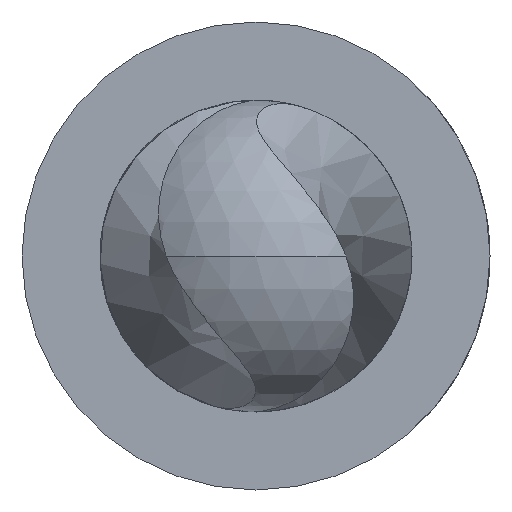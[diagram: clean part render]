
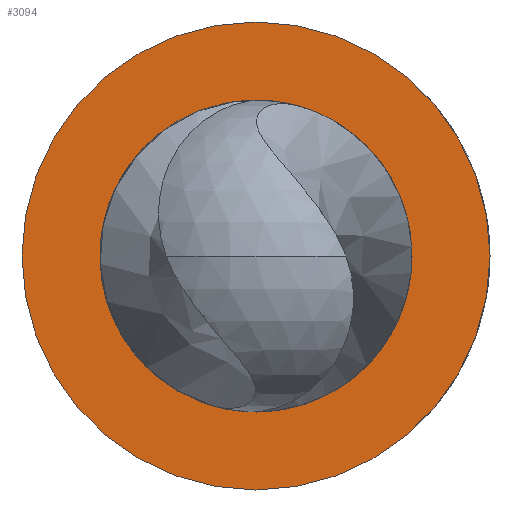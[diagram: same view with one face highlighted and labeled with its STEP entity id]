
A CAD part, front view. The second image highlights one B-rep face of the part: STEP entity #3094.
In plain terms, the highlighted planar face has unit normal (0, -1, 0).
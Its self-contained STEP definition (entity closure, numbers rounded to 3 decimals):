
#163=CARTESIAN_POINT('POINT11',(4.763,0.,0.));
#164=VERTEX_POINT('VERTEX11',#163);
#171=CARTESIAN_POINT('POINT12',(-4.763,0.,0.));
#172=VERTEX_POINT('VERTEX12',#171);
#173=CARTESIAN_POINT('POS21',(0.,0.,0.));
#174=DIRECTION('DIR34',(0.,-1.,0.));
#175=DIRECTION('DIR35',(-1.,0.,0.));
#176=AXIS2_PLACEMENT_3D('AXIS14',#173,#174,#175);
#177=CIRCLE('ELLIPSE9',#176,4.763);
#178=EDGE_CURVE('EDGE16',#172,#164,#177,.T.);
#207=CARTESIAN_POINT('POS25',(0.,0.,0.));
#208=DIRECTION('DIR40',(0.,-1.,0.));
#209=DIRECTION('DIR41',(-1.,0.,0.));
#210=AXIS2_PLACEMENT_3D('AXIS16',#207,#208,#209);
#211=CIRCLE('ELLIPSE10',#210,4.763);
#212=EDGE_CURVE('EDGE19',#164,#172,#211,.T.);
#3065=ORIENTED_EDGE('COEDGE65',*,*,#212,.T.);
#3066=ORIENTED_EDGE('COEDGE66',*,*,#178,.T.);
#3067=EDGE_LOOP('NONE',(#3065,#3066));
#3068=FACE_BOUND('LOOP1',#3067,.T.);
#3069=CARTESIAN_POINT('POINT26',(3.175,0.,0.));
#3070=VERTEX_POINT('VERTEX26',#3069);
#3071=CARTESIAN_POINT('POINT27',(-3.175,0.,0.));
#3072=VERTEX_POINT('VERTEX27',#3071);
#3073=CARTESIAN_POINT('POS29',(0.,0.,0.));
#3074=DIRECTION('DIR48',(0.,1.,0.));
#3075=DIRECTION('DIR49',(1.,0.,0.));
#3076=AXIS2_PLACEMENT_3D('AXIS20',#3073,#3074,#3075);
#3077=CIRCLE('ELLIPSE13',#3076,3.175);
#3078=EDGE_CURVE('EDGE38',#3070,#3072,#3077,.T.);
#3079=ORIENTED_EDGE('COEDGE67',*,*,#3078,.T.);
#3080=CARTESIAN_POINT('POS30',(0.,0.,0.));
#3081=DIRECTION('DIR50',(0.,1.,0.));
#3082=DIRECTION('DIR51',(1.,0.,0.));
#3083=AXIS2_PLACEMENT_3D('AXIS21',#3080,#3081,#3082);
#3084=CIRCLE('ELLIPSE14',#3083,3.175);
#3085=EDGE_CURVE('EDGE39',#3072,#3070,#3084,.T.);
#3086=ORIENTED_EDGE('COEDGE68',*,*,#3085,.T.);
#3087=EDGE_LOOP('NONE',(#3079,#3086));
#3088=FACE_BOUND('LOOP1',#3087,.T.);
#3089=CARTESIAN_POINT('POS31',(0.,0.,0.));
#3090=DIRECTION('DIR52',(0.,-1.,0.));
#3091=DIRECTION('DIR53',(1.,0.,0.));
#3092=AXIS2_PLACEMENT_3D('AXIS22',#3089,#3090,#3091);
#3093=PLANE('PLANE5',#3092);
#3094=ADVANCED_FACE('FACE15',(#3068,#3088),#3093,.T.);
